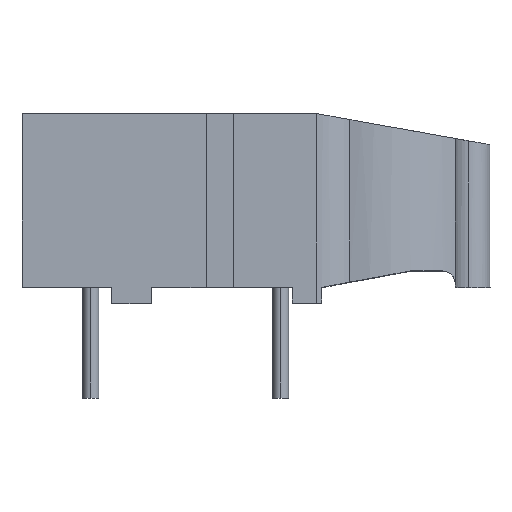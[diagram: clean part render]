
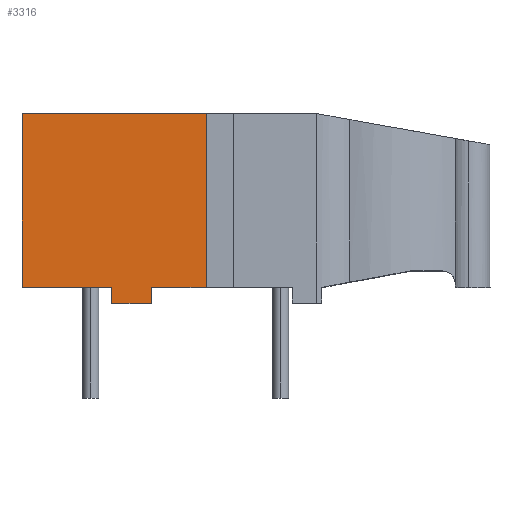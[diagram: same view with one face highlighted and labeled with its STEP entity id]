
A CAD part, top view. The second image highlights one B-rep face of the part: STEP entity #3316.
In plain terms, the highlighted planar face has unit normal (0, 0, 1).
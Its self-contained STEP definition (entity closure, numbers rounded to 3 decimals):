
#55 = DIRECTION ( 'NONE',  ( -1., 0., 0. ) ) ;
#81 = LINE ( 'NONE', #560, #1772 ) ;
#101 = EDGE_CURVE ( 'NONE', #1087, #3370, #1849, .T. ) ;
#113 = CARTESIAN_POINT ( 'NONE',  ( -5.8, 0., 5.08 ) ) ;
#255 = EDGE_CURVE ( 'NONE', #1738, #1833, #3402, .T. ) ;
#268 = CARTESIAN_POINT ( 'NONE',  ( -9.4, 7.62, 5.08 ) ) ;
#273 = AXIS2_PLACEMENT_3D ( 'NONE', #2476, #1948, #55 ) ;
#342 = PLANE ( 'NONE',  #273 ) ;
#468 = CARTESIAN_POINT ( 'NONE',  ( -9.4, 0., 5.08 ) ) ;
#560 = CARTESIAN_POINT ( 'NONE',  ( -2., 7.62, 5.08 ) ) ;
#802 = CARTESIAN_POINT ( 'NONE',  ( -9.4, 7.62, 5.08 ) ) ;
#829 = DIRECTION ( 'NONE',  ( 0., -1., 0. ) ) ;
#847 = CARTESIAN_POINT ( 'NONE',  ( -9.4, 0.64, 5.08 ) ) ;
#865 = DIRECTION ( 'NONE',  ( 0., -1., 0. ) ) ;
#870 = FACE_OUTER_BOUND ( 'NONE', #2876, .T. ) ;
#918 = CARTESIAN_POINT ( 'NONE',  ( -2., 0.64, 5.08 ) ) ;
#1009 = DIRECTION ( 'NONE',  ( -1., 0., 0. ) ) ;
#1087 = VERTEX_POINT ( 'NONE', #3266 ) ;
#1099 = DIRECTION ( 'NONE',  ( 0., -1., 0. ) ) ;
#1138 = DIRECTION ( 'NONE',  ( -1., 0., 0. ) ) ;
#1142 = VECTOR ( 'NONE', #1138, 1000. ) ;
#1222 = LINE ( 'NONE', #468, #2943 ) ;
#1226 = ORIENTED_EDGE ( 'NONE', *, *, #2493, .F. ) ;
#1244 = ORIENTED_EDGE ( 'NONE', *, *, #3411, .T. ) ;
#1332 = DIRECTION ( 'NONE',  ( 1., 0., 0. ) ) ;
#1395 = ORIENTED_EDGE ( 'NONE', *, *, #2957, .F. ) ;
#1420 = CARTESIAN_POINT ( 'NONE',  ( -9.4, 0.64, 5.08 ) ) ;
#1430 = VECTOR ( 'NONE', #1009, 1000. ) ;
#1438 = VERTEX_POINT ( 'NONE', #1750 ) ;
#1477 = EDGE_CURVE ( 'NONE', #3007, #1833, #1222, .T. ) ;
#1655 = CARTESIAN_POINT ( 'NONE',  ( -4.2, 0.64, 5.08 ) ) ;
#1659 = ORIENTED_EDGE ( 'NONE', *, *, #3280, .F. ) ;
#1679 = VECTOR ( 'NONE', #1332, 1000. ) ;
#1690 = VECTOR ( 'NONE', #865, 1000. ) ;
#1738 = VERTEX_POINT ( 'NONE', #3374 ) ;
#1750 = CARTESIAN_POINT ( 'NONE',  ( -2., 7.62, 5.08 ) ) ;
#1772 = VECTOR ( 'NONE', #829, 1000. ) ;
#1819 = ORIENTED_EDGE ( 'NONE', *, *, #1477, .T. ) ;
#1833 = VERTEX_POINT ( 'NONE', #2880 ) ;
#1845 = VECTOR ( 'NONE', #3317, 1000. ) ;
#1849 = LINE ( 'NONE', #847, #1142 ) ;
#1948 = DIRECTION ( 'NONE',  ( 0., 0., -1. ) ) ;
#1954 = EDGE_CURVE ( 'NONE', #3473, #1438, #2346, .T. ) ;
#2081 = DIRECTION ( 'NONE',  ( 1., 0., 0. ) ) ;
#2138 = VERTEX_POINT ( 'NONE', #918 ) ;
#2295 = ORIENTED_EDGE ( 'NONE', *, *, #101, .F. ) ;
#2346 = LINE ( 'NONE', #802, #1679 ) ;
#2355 = LINE ( 'NONE', #3232, #3196 ) ;
#2472 = ORIENTED_EDGE ( 'NONE', *, *, #255, .F. ) ;
#2476 = CARTESIAN_POINT ( 'NONE',  ( -9.4, 7.62, 5.08 ) ) ;
#2488 = CARTESIAN_POINT ( 'NONE',  ( -4.2, 0., 5.08 ) ) ;
#2493 = EDGE_CURVE ( 'NONE', #2138, #1738, #3451, .T. ) ;
#2550 = LINE ( 'NONE', #113, #1845 ) ;
#2735 = ORIENTED_EDGE ( 'NONE', *, *, #1954, .F. ) ;
#2876 = EDGE_LOOP ( 'NONE', ( #1244, #2295, #1395, #1819, #2472, #1226, #1659, #2735 ) ) ;
#2880 = CARTESIAN_POINT ( 'NONE',  ( -4.2, 0., 5.08 ) ) ;
#2943 = VECTOR ( 'NONE', #2081, 1000. ) ;
#2957 = EDGE_CURVE ( 'NONE', #3007, #1087, #2550, .T. ) ;
#3007 = VERTEX_POINT ( 'NONE', #3132 ) ;
#3132 = CARTESIAN_POINT ( 'NONE',  ( -5.8, 0., 5.08 ) ) ;
#3196 = VECTOR ( 'NONE', #1099, 1000. ) ;
#3232 = CARTESIAN_POINT ( 'NONE',  ( -9.4, 7.62, 5.08 ) ) ;
#3266 = CARTESIAN_POINT ( 'NONE',  ( -5.8, 0.64, 5.08 ) ) ;
#3280 = EDGE_CURVE ( 'NONE', #1438, #2138, #81, .T. ) ;
#3316 = ADVANCED_FACE ( 'NONE', ( #870 ), #342, .F. ) ;
#3317 = DIRECTION ( 'NONE',  ( 0., 1., 0. ) ) ;
#3370 = VERTEX_POINT ( 'NONE', #1420 ) ;
#3374 = CARTESIAN_POINT ( 'NONE',  ( -4.2, 0.64, 5.08 ) ) ;
#3402 = LINE ( 'NONE', #2488, #1690 ) ;
#3411 = EDGE_CURVE ( 'NONE', #3473, #3370, #2355, .T. ) ;
#3451 = LINE ( 'NONE', #1655, #1430 ) ;
#3473 = VERTEX_POINT ( 'NONE', #268 ) ;
